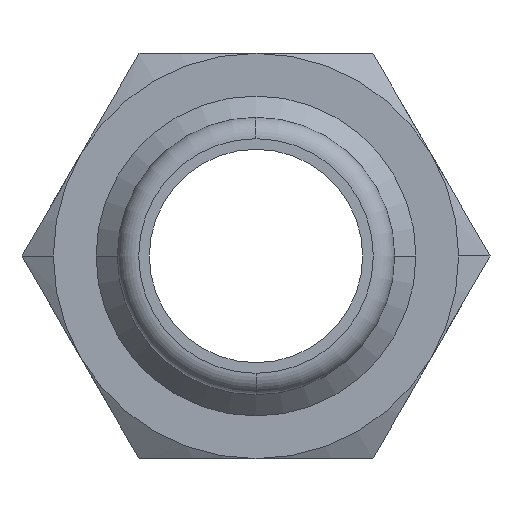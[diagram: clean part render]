
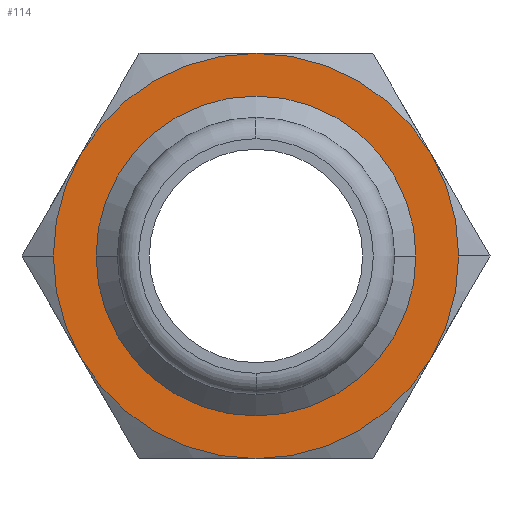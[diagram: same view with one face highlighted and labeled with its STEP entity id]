
A CAD part, front view. The second image highlights one B-rep face of the part: STEP entity #114.
In plain terms, the highlighted planar face has unit normal (0, -1, 0).
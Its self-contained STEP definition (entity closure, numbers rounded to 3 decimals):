
#114=ADVANCED_FACE('',(#250,#251),#252,.T.);
#250=FACE_OUTER_BOUND('',#405,.T.);
#251=FACE_BOUND('',#406,.T.);
#252=PLANE('',#407);
#405=EDGE_LOOP('',(#662,#663,#664,#665,#666,#667,#668,#669));
#406=EDGE_LOOP('',(#670,#671));
#407=AXIS2_PLACEMENT_3D('',#672,#673,#674);
#662=ORIENTED_EDGE('',*,*,#982,.F.);
#663=ORIENTED_EDGE('',*,*,#903,.F.);
#664=ORIENTED_EDGE('',*,*,#983,.F.);
#665=ORIENTED_EDGE('',*,*,#984,.F.);
#666=ORIENTED_EDGE('',*,*,#985,.F.);
#667=ORIENTED_EDGE('',*,*,#977,.F.);
#668=ORIENTED_EDGE('',*,*,#954,.F.);
#669=ORIENTED_EDGE('',*,*,#986,.F.);
#670=ORIENTED_EDGE('',*,*,#980,.F.);
#671=ORIENTED_EDGE('',*,*,#973,.F.);
#672=CARTESIAN_POINT('',(4.75,21.5,0.0));
#673=DIRECTION('',(-0.0,-1.0,-0.0));
#674=DIRECTION('',(-1.0,0.0,0.0));
#903=EDGE_CURVE('',#1066,#1068,#1069,.T.);
#954=EDGE_CURVE('',#1147,#1144,#1149,.T.);
#973=EDGE_CURVE('',#1172,#1174,#1175,.T.);
#977=EDGE_CURVE('',#1144,#1126,#1179,.T.);
#980=EDGE_CURVE('',#1174,#1172,#1182,.T.);
#982=EDGE_CURVE('',#1068,#1184,#1185,.T.);
#983=EDGE_CURVE('',#1151,#1066,#1186,.T.);
#984=EDGE_CURVE('',#1187,#1151,#1188,.T.);
#985=EDGE_CURVE('',#1126,#1187,#1189,.T.);
#986=EDGE_CURVE('',#1184,#1147,#1190,.T.);
#1066=VERTEX_POINT('',#1282);
#1068=VERTEX_POINT('',#1295);
#1069=CIRCLE('',#1296,9.5);
#1126=VERTEX_POINT('',#1424);
#1144=VERTEX_POINT('',#1479);
#1147=VERTEX_POINT('',#1493);
#1149=CIRCLE('',#1506,9.5);
#1151=VERTEX_POINT('',#1508);
#1172=VERTEX_POINT('',#1578);
#1174=VERTEX_POINT('',#1581);
#1175=CIRCLE('',#1582,7.5);
#1179=CIRCLE('',#1598,9.5);
#1182=CIRCLE('',#1601,7.5);
#1184=VERTEX_POINT('',#1603);
#1185=CIRCLE('',#1604,9.5);
#1186=CIRCLE('',#1605,9.5);
#1187=VERTEX_POINT('',#1606);
#1188=CIRCLE('',#1607,9.5);
#1189=CIRCLE('',#1608,9.5);
#1190=CIRCLE('',#1609,9.5);
#1282=CARTESIAN_POINT('',(0.,21.5,9.5));
#1295=CARTESIAN_POINT('',(8.227,21.5,4.75));
#1296=AXIS2_PLACEMENT_3D('',#1775,#1776,#1777);
#1424=CARTESIAN_POINT('',(-8.227,21.5,-4.75));
#1479=CARTESIAN_POINT('',(0.0,21.5,-9.5));
#1493=CARTESIAN_POINT('',(8.227,21.5,-4.75));
#1506=AXIS2_PLACEMENT_3D('',#1844,#1845,#1846);
#1508=CARTESIAN_POINT('',(-8.227,21.5,4.75));
#1578=CARTESIAN_POINT('',(7.5,21.5,0.));
#1581=CARTESIAN_POINT('',(-7.5,21.5,0.));
#1582=AXIS2_PLACEMENT_3D('',#1865,#1866,#1867);
#1598=AXIS2_PLACEMENT_3D('',#1869,#1870,#1871);
#1601=AXIS2_PLACEMENT_3D('',#1875,#1876,#1877);
#1603=CARTESIAN_POINT('',(9.5,21.5,0.));
#1604=AXIS2_PLACEMENT_3D('',#1878,#1879,#1880);
#1605=AXIS2_PLACEMENT_3D('',#1881,#1882,#1883);
#1606=CARTESIAN_POINT('',(-9.5,21.5,0.));
#1607=AXIS2_PLACEMENT_3D('',#1884,#1885,#1886);
#1608=AXIS2_PLACEMENT_3D('',#1887,#1888,#1889);
#1609=AXIS2_PLACEMENT_3D('',#1890,#1891,#1892);
#1775=CARTESIAN_POINT('',(0.0,21.5,0.0));
#1776=DIRECTION('',(-0.0,1.0,0.0));
#1777=DIRECTION('',(1.0,0.0,0.0));
#1844=CARTESIAN_POINT('',(0.0,21.5,0.0));
#1845=DIRECTION('',(-0.0,1.0,0.0));
#1846=DIRECTION('',(1.0,0.0,0.0));
#1865=CARTESIAN_POINT('',(0.0,21.5,0.0));
#1866=DIRECTION('',(0.0,-1.0,0.0));
#1867=DIRECTION('',(1.0,0.0,0.0));
#1869=CARTESIAN_POINT('',(0.0,21.5,0.0));
#1870=DIRECTION('',(-0.0,1.0,0.0));
#1871=DIRECTION('',(1.0,0.0,0.0));
#1875=CARTESIAN_POINT('',(0.0,21.5,0.0));
#1876=DIRECTION('',(0.0,-1.0,0.0));
#1877=DIRECTION('',(1.0,0.0,0.0));
#1878=CARTESIAN_POINT('',(0.0,21.5,0.0));
#1879=DIRECTION('',(-0.0,1.0,0.0));
#1880=DIRECTION('',(1.0,0.0,0.0));
#1881=CARTESIAN_POINT('',(0.0,21.5,0.0));
#1882=DIRECTION('',(-0.0,1.0,0.0));
#1883=DIRECTION('',(1.0,0.0,0.0));
#1884=CARTESIAN_POINT('',(0.0,21.5,0.0));
#1885=DIRECTION('',(-0.0,1.0,0.0));
#1886=DIRECTION('',(1.0,0.0,0.0));
#1887=CARTESIAN_POINT('',(0.0,21.5,0.0));
#1888=DIRECTION('',(-0.0,1.0,0.0));
#1889=DIRECTION('',(1.0,0.0,0.0));
#1890=CARTESIAN_POINT('',(0.0,21.5,0.0));
#1891=DIRECTION('',(-0.0,1.0,0.0));
#1892=DIRECTION('',(1.0,0.0,0.0));
